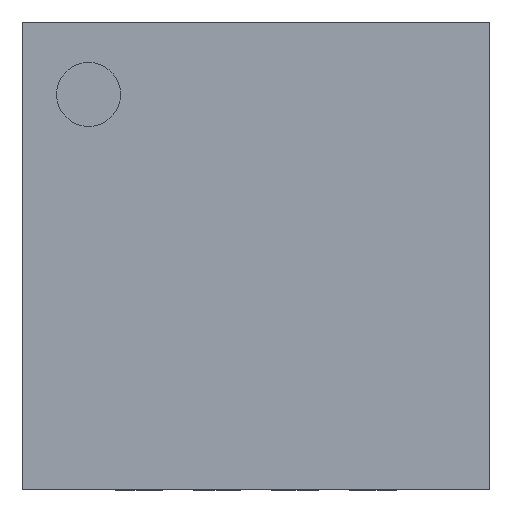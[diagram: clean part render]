
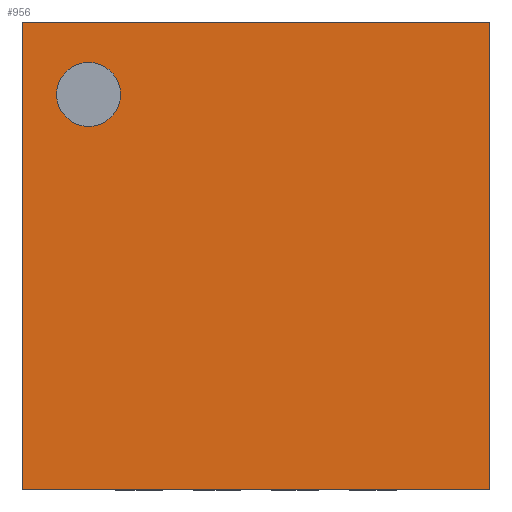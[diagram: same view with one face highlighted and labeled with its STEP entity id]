
A CAD part, top view. The second image highlights one B-rep face of the part: STEP entity #956.
In plain terms, the highlighted planar face has unit normal (0, 0, 1).
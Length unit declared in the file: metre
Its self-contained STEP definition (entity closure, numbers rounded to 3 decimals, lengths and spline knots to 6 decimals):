
#526 = EDGE_CURVE( '', #1304, #1305, #1306, .T. );
#606 = EDGE_CURVE( '', #1430, #1304, #1431, .T. );
#666 = EDGE_CURVE( '', #1517, #1305, #1518, .T. );
#754 = EDGE_CURVE( '', #1517, #1430, #1640, .T. );
#850 = EDGE_CURVE( '', #1762, #1762, #1763, .T. );
#956 = ADVANCED_FACE( '', ( #1891, #1892 ), #1893, .T. );
#1304 = VERTEX_POINT( '', #2314 );
#1305 = VERTEX_POINT( '', #2315 );
#1306 = LINE( '', #2316, #2317 );
#1430 = VERTEX_POINT( '', #2494 );
#1431 = LINE( '', #2495, #2496 );
#1517 = VERTEX_POINT( '', #2615 );
#1518 = LINE( '', #2616, #2617 );
#1640 = LINE( '', #2800, #2801 );
#1762 = VERTEX_POINT( '', #2990 );
#1763 = CIRCLE( '', #2991, 0.000205 );
#1891 = FACE_BOUND( '', #3191, .T. );
#1892 = FACE_OUTER_BOUND( '', #3192, .T. );
#1893 = PLANE( '', #3193 );
#2314 = CARTESIAN_POINT( '', ( 0.0015, -0.0015, 0.00075 ) );
#2315 = CARTESIAN_POINT( '', ( 0.0015, 0.0015, 0.00075 ) );
#2316 = CARTESIAN_POINT( '', ( 0.0015, -0.005017, 0.00075 ) );
#2317 = VECTOR( '', #3583, 1. );
#2494 = CARTESIAN_POINT( '', ( -0.0015, -0.0015, 0.00075 ) );
#2495 = CARTESIAN_POINT( '', ( 0., -0.0015, 0.00075 ) );
#2496 = VECTOR( '', #3714, 1. );
#2615 = CARTESIAN_POINT( '', ( -0.0015, 0.0015, 0.00075 ) );
#2616 = CARTESIAN_POINT( '', ( 0.005825, 0.0015, 0.00075 ) );
#2617 = VECTOR( '', #3835, 1. );
#2800 = CARTESIAN_POINT( '', ( -0.0015, 0.005017, 0.00075 ) );
#2801 = VECTOR( '', #3970, 1. );
#2990 = CARTESIAN_POINT( '', ( -0.000869, 0.001035, 0.00075 ) );
#2991 = AXIS2_PLACEMENT_3D( '', #4116, #4117, #4118 );
#3191 = EDGE_LOOP( '', ( #4281 ) );
#3192 = EDGE_LOOP( '', ( #4282, #4283, #4284, #4285 ) );
#3193 = AXIS2_PLACEMENT_3D( '', #4286, #4287, #4288 );
#3583 = DIRECTION( '', ( 0., 1., 0. ) );
#3714 = DIRECTION( '', ( 1., 0., 0. ) );
#3835 = DIRECTION( '', ( 1., 0., 0. ) );
#3970 = DIRECTION( '', ( 0., -1., 0. ) );
#4116 = CARTESIAN_POINT( '', ( -0.001074, 0.001035, 0.00075 ) );
#4117 = DIRECTION( '', ( 0., 0., 1. ) );
#4118 = DIRECTION( '', ( 1., 0., 0. ) );
#4281 = ORIENTED_EDGE( '', *, *, #850, .F. );
#4282 = ORIENTED_EDGE( '', *, *, #754, .T. );
#4283 = ORIENTED_EDGE( '', *, *, #606, .T. );
#4284 = ORIENTED_EDGE( '', *, *, #526, .T. );
#4285 = ORIENTED_EDGE( '', *, *, #666, .F. );
#4286 = CARTESIAN_POINT( '', ( 0., 0., 0.00075 ) );
#4287 = DIRECTION( '', ( 0., 0., 1. ) );
#4288 = DIRECTION( '', ( 1., 0., 0. ) );
